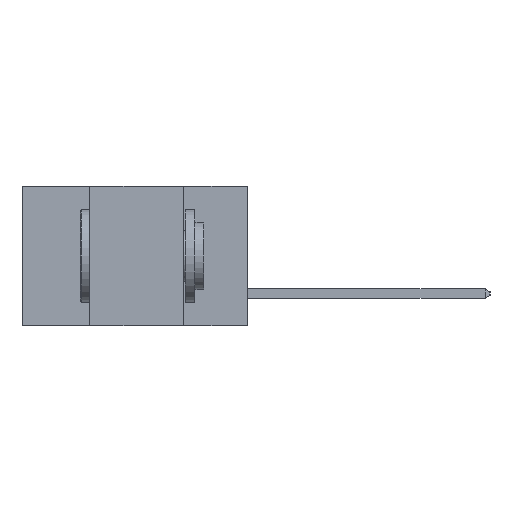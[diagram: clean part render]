
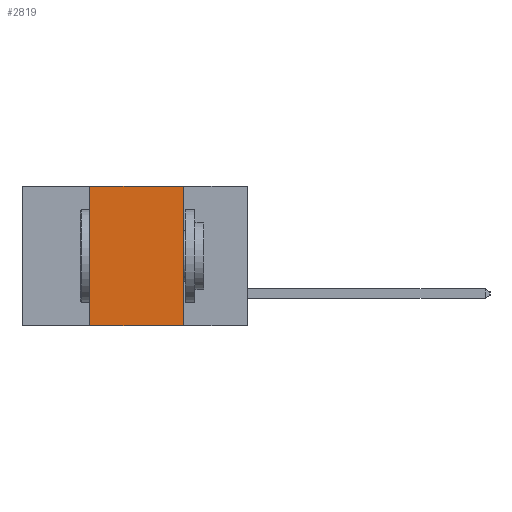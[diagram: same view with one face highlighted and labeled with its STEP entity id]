
A CAD part, left-side view. The second image highlights one B-rep face of the part: STEP entity #2819.
In plain terms, the highlighted planar face has unit normal (-1, 0, 0).
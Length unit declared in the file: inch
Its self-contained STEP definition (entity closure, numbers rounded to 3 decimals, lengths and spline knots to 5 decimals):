
#886 = CARTESIAN_POINT ( 'NONE',  ( 0., 0.6, -0.37 ) ) ;
#927 = CARTESIAN_POINT ( 'NONE',  ( 0., 0.6, 0. ) ) ;
#1734 = LINE ( 'NONE', #8880, #22485 ) ;
#1905 = VERTEX_POINT ( 'NONE', #4194 ) ;
#2819 = ADVANCED_FACE ( 'NONE', ( #11218 ), #23706, .F. ) ;
#3603 = ORIENTED_EDGE ( 'NONE', *, *, #17010, .F. ) ;
#4194 = CARTESIAN_POINT ( 'NONE',  ( 0., 0.17, 0. ) ) ;
#4876 = DIRECTION ( 'NONE',  ( 0., 0., 1. ) ) ;
#4927 = DIRECTION ( 'NONE',  ( 0., -1., 0. ) ) ;
#6773 = LINE ( 'NONE', #13997, #22199 ) ;
#7381 = VECTOR ( 'NONE', #10792, 39.37008 ) ;
#8880 = CARTESIAN_POINT ( 'NONE',  ( 0., 0.42, 0. ) ) ;
#8905 = ORIENTED_EDGE ( 'NONE', *, *, #11953, .F. ) ;
#9424 = CARTESIAN_POINT ( 'NONE',  ( 0., 0.42, -0.37 ) ) ;
#10181 = ORIENTED_EDGE ( 'NONE', *, *, #17654, .F. ) ;
#10233 = DIRECTION ( 'NONE',  ( 0., -1., 0. ) ) ;
#10792 = DIRECTION ( 'NONE',  ( 0., 0., -1. ) ) ;
#10890 = AXIS2_PLACEMENT_3D ( 'NONE', #927, #23636, #23558 ) ;
#11218 = FACE_OUTER_BOUND ( 'NONE', #18098, .T. ) ;
#11497 = LINE ( 'NONE', #886, #17504 ) ;
#11953 = EDGE_CURVE ( 'NONE', #15470, #1905, #6773, .T. ) ;
#12031 = CARTESIAN_POINT ( 'NONE',  ( 0., 0.42, 0. ) ) ;
#13784 = VERTEX_POINT ( 'NONE', #23646 ) ;
#13997 = CARTESIAN_POINT ( 'NONE',  ( 0., 0.6, 0. ) ) ;
#15470 = VERTEX_POINT ( 'NONE', #12031 ) ;
#16813 = CARTESIAN_POINT ( 'NONE',  ( 0., 0.17, 0. ) ) ;
#17010 = EDGE_CURVE ( 'NONE', #19134, #15470, #1734, .T. ) ;
#17504 = VECTOR ( 'NONE', #4927, 39.37008 ) ;
#17654 = EDGE_CURVE ( 'NONE', #1905, #13784, #18786, .T. ) ;
#17727 = EDGE_CURVE ( 'NONE', #19134, #13784, #11497, .T. ) ;
#18098 = EDGE_LOOP ( 'NONE', ( #10181, #8905, #3603, #22395 ) ) ;
#18786 = LINE ( 'NONE', #16813, #7381 ) ;
#19134 = VERTEX_POINT ( 'NONE', #9424 ) ;
#22199 = VECTOR ( 'NONE', #10233, 39.37008 ) ;
#22395 = ORIENTED_EDGE ( 'NONE', *, *, #17727, .T. ) ;
#22485 = VECTOR ( 'NONE', #4876, 39.37008 ) ;
#23558 = DIRECTION ( 'NONE',  ( 0., 0., -1. ) ) ;
#23636 = DIRECTION ( 'NONE',  ( 1., 0., 0. ) ) ;
#23646 = CARTESIAN_POINT ( 'NONE',  ( 0., 0.17, -0.37 ) ) ;
#23706 = PLANE ( 'NONE',  #10890 ) ;
